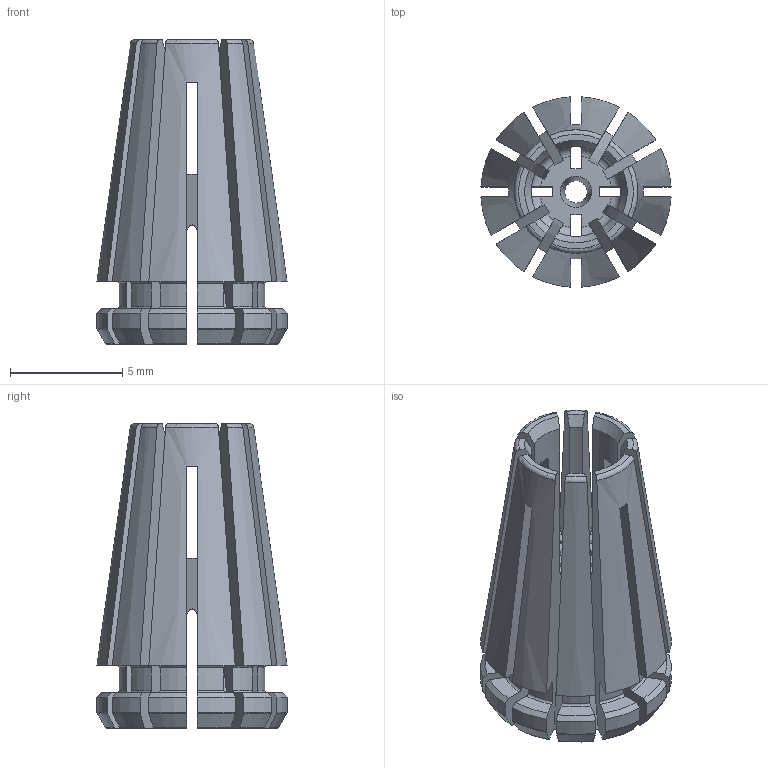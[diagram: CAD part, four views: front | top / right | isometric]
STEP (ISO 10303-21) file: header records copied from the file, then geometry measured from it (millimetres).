
FILE_DESCRIPTION(/* description */ (''),/* implementation_level */ '2;1');
FILE_NAME(/* name */ '110801001.stp',/* time_stamp */ '2021-01-08T13:03:54',/* author */ ('LRA'),/* organization */ ('REGO-FIX'),/* preprocessor_version */ ' Unknown',/* originating_system */ 'SIEMENS PLM Software Solid Edge ST10',/* authorization */ 'Unknown');
FILE_SCHEMA (('AUTOMOTIVE_DESIGN { 1 0 10303 214 2 1 1}'));
Length unit declared in the file: millimetre
Products named in the file (1): NOCUT
Bounding box: 8.49 x 8.49 x 13.6 mm (x, y, z)
Volume: 337.3 mm3; surface area: 977.7 mm2
Topology: 1 solids, 1 shells, 239 faces, 733 edges, 487 vertices
Faces by surface type: plane 89, torus 73, cone 40, cylinder 37
Full cylindrical faces by diameter (mm): 1 x1
Entity records: 8890 total; most frequent: CARTESIAN_POINT 2251, ORIENTED_EDGE 1460, DIRECTION 1390, EDGE_CURVE 730, AXIS2_PLACEMENT_3D 545, VERTEX_POINT 486, LINE 300, VECTOR 300
